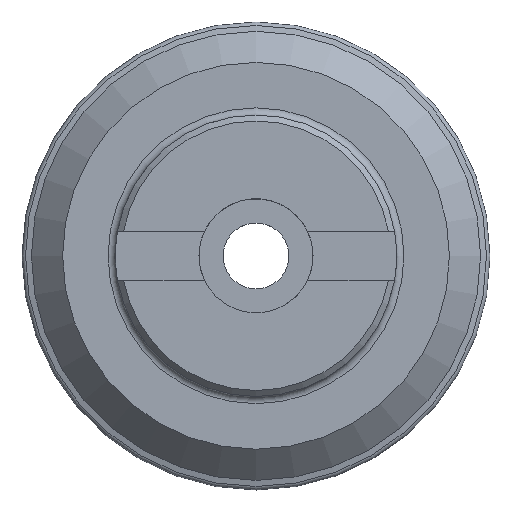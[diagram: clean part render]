
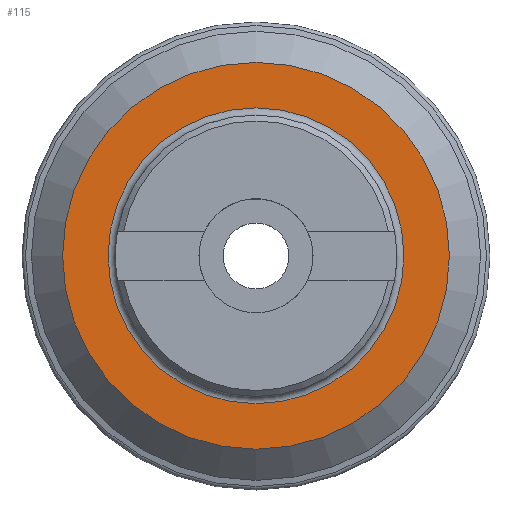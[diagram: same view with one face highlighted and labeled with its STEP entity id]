
A CAD part, top view. The second image highlights one B-rep face of the part: STEP entity #115.
In plain terms, the highlighted planar face has unit normal (0, 0, 1).
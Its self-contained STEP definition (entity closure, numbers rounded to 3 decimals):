
#115=ADVANCED_FACE('',(#155,#156),#143,.F.);
#143=PLANE('',#499);
#155=FACE_BOUND('',#199,.T.);
#156=FACE_BOUND('',#200,.T.);
#199=EDGE_LOOP('',(#261));
#200=EDGE_LOOP('',(#262));
#261=ORIENTED_EDGE('',*,*,#396,.T.);
#262=ORIENTED_EDGE('',*,*,#397,.F.);
#355=VERTEX_POINT('',#737);
#356=VERTEX_POINT('',#739);
#396=EDGE_CURVE('',#355,#355,#437,.T.);
#397=EDGE_CURVE('',#356,#356,#438,.T.);
#437=CIRCLE('',#497,24.7);
#438=CIRCLE('',#498,32.3);
#497=AXIS2_PLACEMENT_3D('',#736,#581,#582);
#498=AXIS2_PLACEMENT_3D('',#738,#583,#584);
#499=AXIS2_PLACEMENT_3D('',#740,#585,#586);
#581=DIRECTION('',(0.,0.,-1.));
#582=DIRECTION('',(0.,-1.,0.));
#583=DIRECTION('',(0.,0.,-1.));
#584=DIRECTION('',(0.,-1.,0.));
#585=DIRECTION('',(0.,0.,-1.));
#586=DIRECTION('',(0.,1.,0.));
#736=CARTESIAN_POINT('',(0.,0.,-7.));
#737=CARTESIAN_POINT('',(0.,-24.7,-7.));
#738=CARTESIAN_POINT('',(0.,0.,-7.));
#739=CARTESIAN_POINT('',(0.,-32.3,-7.));
#740=CARTESIAN_POINT('',(0.,22.2,-7.));
